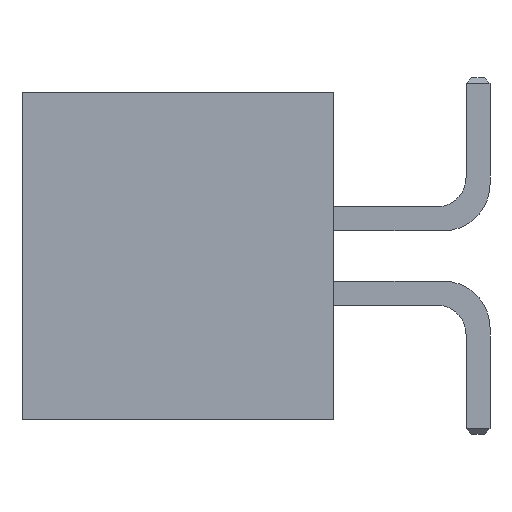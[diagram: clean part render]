
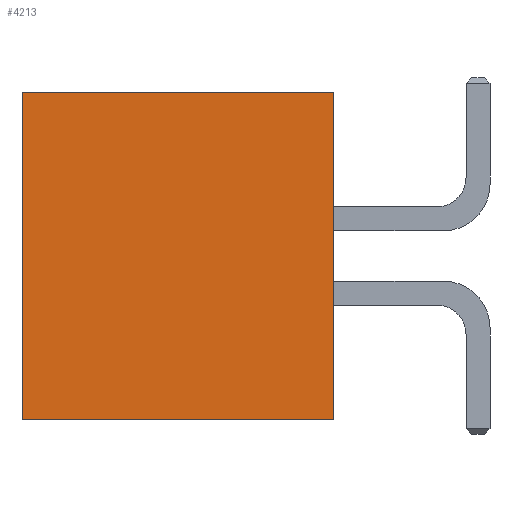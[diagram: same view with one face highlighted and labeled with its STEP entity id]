
A CAD part, left-side view. The second image highlights one B-rep face of the part: STEP entity #4213.
In plain terms, the highlighted planar face has unit normal (-1, 0, 0).
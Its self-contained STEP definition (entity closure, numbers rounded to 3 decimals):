
#259 = VERTEX_POINT ( 'NONE', #3065 ) ;
#509 = CARTESIAN_POINT ( 'NONE',  ( -6.35, -5.33, -2.795 ) ) ;
#845 = LINE ( 'NONE', #7289, #3438 ) ;
#1389 = EDGE_CURVE ( 'NONE', #4431, #259, #845, .T. ) ;
#1737 = PLANE ( 'NONE',  #8451 ) ;
#1781 = CARTESIAN_POINT ( 'NONE',  ( -6.35, -5.33, 2.795 ) ) ;
#1783 = DIRECTION ( 'NONE',  ( -1., 0., 0. ) ) ;
#1838 = DIRECTION ( 'NONE',  ( 0., 1., 0. ) ) ;
#1970 = VERTEX_POINT ( 'NONE', #2723 ) ;
#2299 = VECTOR ( 'NONE', #2957, 1000. ) ;
#2628 = FACE_OUTER_BOUND ( 'NONE', #2860, .T. ) ;
#2705 = VECTOR ( 'NONE', #1838, 1000. ) ;
#2723 = CARTESIAN_POINT ( 'NONE',  ( -6.35, 0., -2.795 ) ) ;
#2839 = LINE ( 'NONE', #7685, #6588 ) ;
#2860 = EDGE_LOOP ( 'NONE', ( #9992, #9350, #3634, #5922 ) ) ;
#2957 = DIRECTION ( 'NONE',  ( 0., 1., 0. ) ) ;
#3065 = CARTESIAN_POINT ( 'NONE',  ( -6.35, -5.33, 2.795 ) ) ;
#3409 = VERTEX_POINT ( 'NONE', #4643 ) ;
#3438 = VECTOR ( 'NONE', #9718, 1000. ) ;
#3499 = EDGE_CURVE ( 'NONE', #259, #3409, #7482, .T. ) ;
#3551 = EDGE_CURVE ( 'NONE', #1970, #3409, #2839, .T. ) ;
#3634 = ORIENTED_EDGE ( 'NONE', *, *, #1389, .T. ) ;
#4159 = CARTESIAN_POINT ( 'NONE',  ( -6.35, -5.33, -2.795 ) ) ;
#4213 = ADVANCED_FACE ( 'NONE', ( #2628 ), #1737, .T. ) ;
#4414 = DIRECTION ( 'NONE',  ( 0., 0., 1. ) ) ;
#4431 = VERTEX_POINT ( 'NONE', #509 ) ;
#4643 = CARTESIAN_POINT ( 'NONE',  ( -6.35, 0., 2.795 ) ) ;
#5922 = ORIENTED_EDGE ( 'NONE', *, *, #3499, .T. ) ;
#6588 = VECTOR ( 'NONE', #4414, 1000. ) ;
#6967 = EDGE_CURVE ( 'NONE', #4431, #1970, #10137, .T. ) ;
#7289 = CARTESIAN_POINT ( 'NONE',  ( -6.35, -5.33, -2.795 ) ) ;
#7330 = DIRECTION ( 'NONE',  ( 0., 0., 1. ) ) ;
#7482 = LINE ( 'NONE', #1781, #2705 ) ;
#7685 = CARTESIAN_POINT ( 'NONE',  ( -6.35, 0., -2.795 ) ) ;
#8451 = AXIS2_PLACEMENT_3D ( 'NONE', #4159, #1783, #7330 ) ;
#9350 = ORIENTED_EDGE ( 'NONE', *, *, #6967, .F. ) ;
#9718 = DIRECTION ( 'NONE',  ( 0., 0., 1. ) ) ;
#9992 = ORIENTED_EDGE ( 'NONE', *, *, #3551, .F. ) ;
#10137 = LINE ( 'NONE', #10245, #2299 ) ;
#10245 = CARTESIAN_POINT ( 'NONE',  ( -6.35, -5.33, -2.795 ) ) ;
